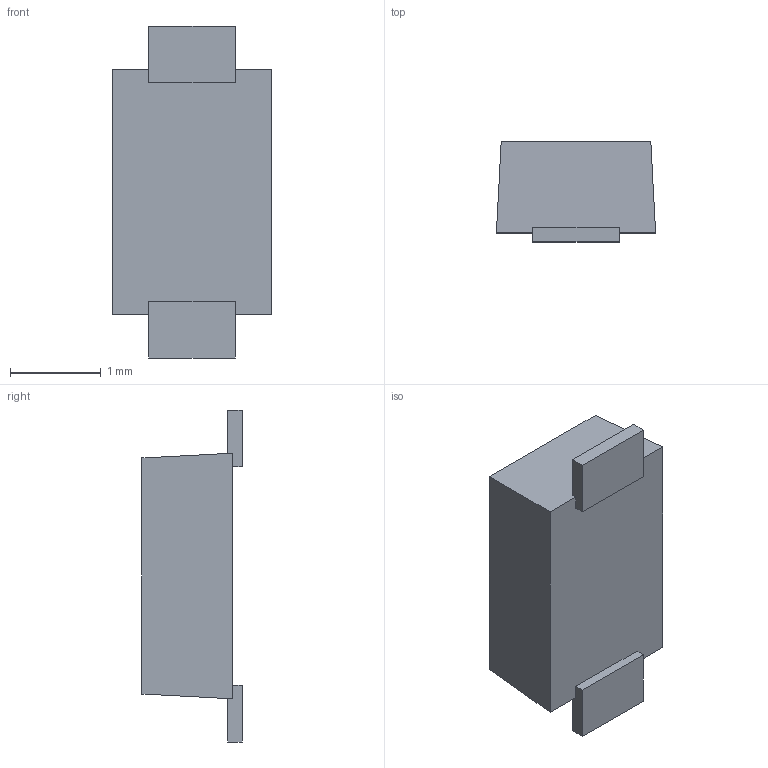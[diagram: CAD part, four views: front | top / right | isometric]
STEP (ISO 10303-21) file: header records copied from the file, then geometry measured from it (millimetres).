
FILE_DESCRIPTION (( 'STEP AP214' ), '1' );
FILE_NAME ('SMF16A.STEP', '2019-10-27T06:49:31', ( '' ), ( '' ), 'SwSTEP 2.0', 'SolidWorks 2017', '' );
FILE_SCHEMA (( 'AUTOMOTIVE_DESIGN' ));
Length unit declared in the file: millimetre
Products named in the file (1): SMF16A
Bounding box: 1.75 x 1.1 x 3.65 mm (x, y, z)
Volume: 4.7 mm3; surface area: 21.1 mm2
Topology: 3 solids, 3 shells, 29 faces, 69 edges, 46 vertices
Faces by surface type: plane 27, cylinder 2
Entity records: 879 total; most frequent: CARTESIAN_POINT 151, ORIENTED_EDGE 138, DIRECTION 131, EDGE_CURVE 69, VECTOR 63, LINE 63, VERTEX_POINT 46, AXIS2_PLACEMENT_3D 34
